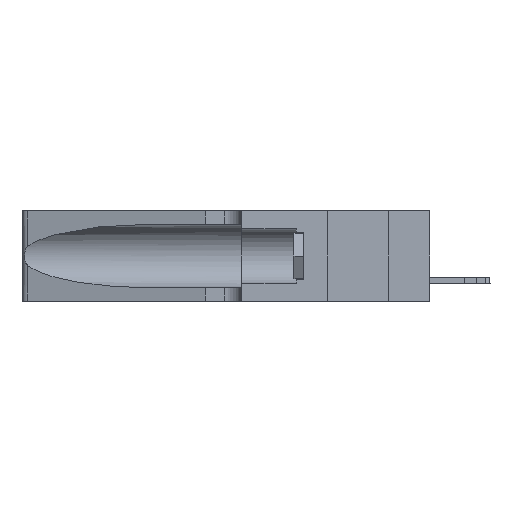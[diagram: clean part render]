
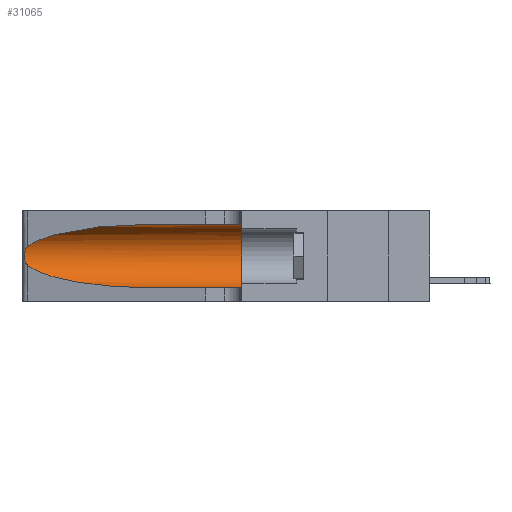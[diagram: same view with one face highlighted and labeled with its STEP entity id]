
A CAD part, left-side view. The second image highlights one B-rep face of the part: STEP entity #31065.
In plain terms, the highlighted cylindrical face has radius 3.308 mm (diameter 6.617 mm), a partial arc.
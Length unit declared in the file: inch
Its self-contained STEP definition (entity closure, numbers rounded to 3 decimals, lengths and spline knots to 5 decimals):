
#103 = CARTESIAN_POINT ( 'NONE',  ( 0.25487, 1.22718, 0.14631 ) ) ;
#312 = VERTEX_POINT ( 'NONE', #31566 ) ;
#791 = CARTESIAN_POINT ( 'NONE',  ( 0.1305, 0.72297, 0.05475 ) ) ;
#1345 = LINE ( 'NONE', #3450, #6336 ) ;
#1539 = CARTESIAN_POINT ( 'NONE',  ( 0.1305, 0.72297, 0.31525 ) ) ;
#1719 = CARTESIAN_POINT ( 'NONE',  ( 0.26075, 1.23896, 0.19203 ) ) ;
#2662 = VERTEX_POINT ( 'NONE', #28642 ) ;
#3268 = VERTEX_POINT ( 'NONE', #103 ) ;
#3450 = CARTESIAN_POINT ( 'NONE',  ( 0.1305, 1.61858, 0.05475 ) ) ;
#6056 = CARTESIAN_POINT ( 'NONE',  ( 0.25487, 1.22718, 0.14631 ) ) ;
#6311 = B_SPLINE_CURVE_WITH_KNOTS ( 'NONE', 3,
 ( #12950, #8176, #13291, #29209, #16786, #16454, #1719, #29098, #26418, #16682, #21749, #18323, #20815, #6056 ),
 .UNSPECIFIED., .F., .F.,
 ( 4, 2, 2, 2, 2, 2, 4 ),
 ( 0., 0.00027, 0.00053, 0.00107, 0.0016, 0.00187, 0.00214 ),
 .UNSPECIFIED. ) ;
#6336 = VECTOR ( 'NONE', #27708, 39.37008 ) ;
#7912 = CARTESIAN_POINT ( 'NONE',  ( 0.1305, 1.61858, 0.31525 ) ) ;
#8176 = CARTESIAN_POINT ( 'NONE',  ( 0.25555, 1.22994, 0.2215 ) ) ;
#8775 = CARTESIAN_POINT ( 'NONE',  ( 0.1305, 0.35, 0.31525 ) ) ;
#9237 = CARTESIAN_POINT ( 'NONE',  ( 0.2373, 1.15595, 0.08982 ) ) ;
#9348 = CARTESIAN_POINT ( 'NONE',  ( 0.18966, 0.96281, 0.05475 ) ) ;
#9966 = VECTOR ( 'NONE', #18071, 39.37008 ) ;
#10748 = ORIENTED_EDGE ( 'NONE', *, *, #27136, .T. ) ;
#12320 = ORIENTED_EDGE ( 'NONE', *, *, #13250, .F. ) ;
#12426 = CARTESIAN_POINT ( 'NONE',  ( 0.25487, 1.22718, 0.22369 ) ) ;
#12950 = CARTESIAN_POINT ( 'NONE',  ( 0.25487, 1.22718, 0.22369 ) ) ;
#13250 = EDGE_CURVE ( 'NONE', #2662, #22467, #23063, .T. ) ;
#13291 = CARTESIAN_POINT ( 'NONE',  ( 0.25639, 1.23184, 0.21858 ) ) ;
#13618 = CARTESIAN_POINT ( 'NONE',  ( 0.2373, 1.15595, 0.28018 ) ) ;
#14194 = ORIENTED_EDGE ( 'NONE', *, *, #21035, .F. ) ;
#14631 = CARTESIAN_POINT ( 'NONE',  ( 0.1305, 0.72297, 0.05475 ) ) ;
#14785 = DIRECTION ( 'NONE',  ( 0., 0., 1. ) ) ;
#16069 = EDGE_CURVE ( 'NONE', #16673, #312, #1345, .T. ) ;
#16373 =( BOUNDED_CURVE ( )  B_SPLINE_CURVE ( 3, ( #1539, #28453, #13618, #18547 ),
 .UNSPECIFIED., .F., .T. ) 
 B_SPLINE_CURVE_WITH_KNOTS ( ( 4, 4 ),
 ( 1.5708, 2.84003 ),
 .UNSPECIFIED. ) 
 CURVE ( )  GEOMETRIC_REPRESENTATION_ITEM ( )  RATIONAL_B_SPLINE_CURVE ( ( 1., 0.87, 0.87, 1. ) ) 
 REPRESENTATION_ITEM ( '' )  );
#16454 = CARTESIAN_POINT ( 'NONE',  ( 0.26018, 1.23835, 0.19895 ) ) ;
#16673 = VERTEX_POINT ( 'NONE', #791 ) ;
#16682 = CARTESIAN_POINT ( 'NONE',  ( 0.25856, 1.23593, 0.16098 ) ) ;
#16786 = CARTESIAN_POINT ( 'NONE',  ( 0.25854, 1.2359, 0.20912 ) ) ;
#17065 = EDGE_CURVE ( 'NONE', #23443, #3268, #6311, .T. ) ;
#18071 = DIRECTION ( 'NONE',  ( 0., -1., 0. ) ) ;
#18084 = ORIENTED_EDGE ( 'NONE', *, *, #17065, .T. ) ;
#18143 =( BOUNDED_CURVE ( )  B_SPLINE_CURVE ( 3, ( #29400, #9237, #9348, #14631 ),
 .UNSPECIFIED., .F., .F. ) 
 B_SPLINE_CURVE_WITH_KNOTS ( ( 4, 4 ),
 ( 3.44316, 4.71239 ),
 .UNSPECIFIED. ) 
 CURVE ( )  GEOMETRIC_REPRESENTATION_ITEM ( )  RATIONAL_B_SPLINE_CURVE ( ( 1., 0.87, 0.87, 1. ) ) 
 REPRESENTATION_ITEM ( '' )  );
#18323 = CARTESIAN_POINT ( 'NONE',  ( 0.25639, 1.23186, 0.15144 ) ) ;
#18547 = CARTESIAN_POINT ( 'NONE',  ( 0.25487, 1.22718, 0.22369 ) ) ;
#19903 = AXIS2_PLACEMENT_3D ( 'NONE', #25107, #30048, #14785 ) ;
#20116 = EDGE_LOOP ( 'NONE', ( #10748, #18084, #23671, #21348, #14194, #12320 ) ) ;
#20815 = CARTESIAN_POINT ( 'NONE',  ( 0.25555, 1.22993, 0.14849 ) ) ;
#21035 = EDGE_CURVE ( 'NONE', #22467, #312, #28866, .T. ) ;
#21079 = AXIS2_PLACEMENT_3D ( 'NONE', #30623, #27611, #27956 ) ;
#21331 = FACE_OUTER_BOUND ( 'NONE', #20116, .T. ) ;
#21348 = ORIENTED_EDGE ( 'NONE', *, *, #16069, .T. ) ;
#21749 = CARTESIAN_POINT ( 'NONE',  ( 0.25789, 1.23486, 0.15765 ) ) ;
#22467 = VERTEX_POINT ( 'NONE', #8775 ) ;
#23063 = LINE ( 'NONE', #7912, #9966 ) ;
#23443 = VERTEX_POINT ( 'NONE', #12426 ) ;
#23671 = ORIENTED_EDGE ( 'NONE', *, *, #28179, .T. ) ;
#25107 = CARTESIAN_POINT ( 'NONE',  ( 0.1305, 0.35, 0.185 ) ) ;
#26418 = CARTESIAN_POINT ( 'NONE',  ( 0.26017, 1.23833, 0.17102 ) ) ;
#27136 = EDGE_CURVE ( 'NONE', #2662, #23443, #16373, .T. ) ;
#27611 = DIRECTION ( 'NONE',  ( 0., -1., 0. ) ) ;
#27708 = DIRECTION ( 'NONE',  ( 0., -1., 0. ) ) ;
#27956 = DIRECTION ( 'NONE',  ( 0., 0., -1. ) ) ;
#28179 = EDGE_CURVE ( 'NONE', #3268, #16673, #18143, .T. ) ;
#28453 = CARTESIAN_POINT ( 'NONE',  ( 0.18966, 0.96281, 0.31525 ) ) ;
#28642 = CARTESIAN_POINT ( 'NONE',  ( 0.1305, 0.72297, 0.31525 ) ) ;
#28866 = CIRCLE ( 'NONE', #19903, 0.13025 ) ;
#29098 = CARTESIAN_POINT ( 'NONE',  ( 0.26075, 1.23896, 0.178 ) ) ;
#29209 = CARTESIAN_POINT ( 'NONE',  ( 0.25787, 1.23484, 0.2124 ) ) ;
#29400 = CARTESIAN_POINT ( 'NONE',  ( 0.25487, 1.22718, 0.14631 ) ) ;
#30048 = DIRECTION ( 'NONE',  ( 0., 1., 0. ) ) ;
#30623 = CARTESIAN_POINT ( 'NONE',  ( 0.1305, 1.61858, 0.185 ) ) ;
#31065 = ADVANCED_FACE ( 'NONE', ( #21331 ), #31864, .F. ) ;
#31566 = CARTESIAN_POINT ( 'NONE',  ( 0.1305, 0.35, 0.05475 ) ) ;
#31864 = CYLINDRICAL_SURFACE ( 'NONE', #21079, 0.13025 ) ;
